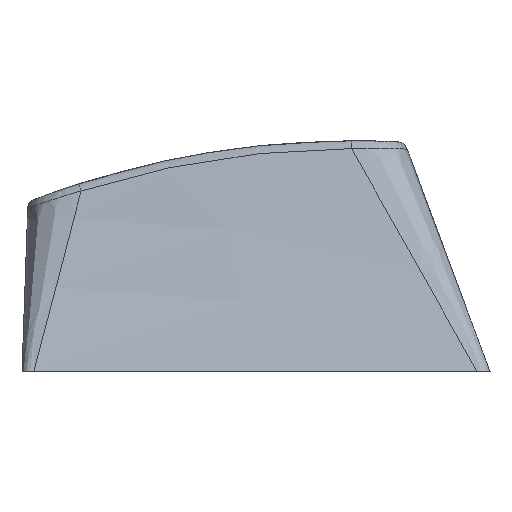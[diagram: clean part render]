
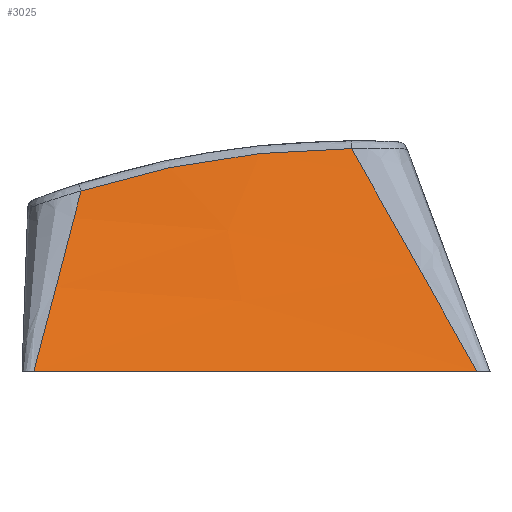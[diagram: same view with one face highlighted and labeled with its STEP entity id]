
A CAD part, left-side view. The second image highlights one B-rep face of the part: STEP entity #3025.
In plain terms, the highlighted free-form (B-spline) face has degree [3, 2] with [4, 3] control points.
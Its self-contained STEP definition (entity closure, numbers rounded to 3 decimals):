
#15=(
BOUNDED_SURFACE()
B_SPLINE_SURFACE(3,2,((#6845,#6846,#6847),(#6848,#6849,#6850),(#6851,#6852,
#6853),(#6854,#6855,#6856)),.UNSPECIFIED.,.F.,.F.,.F.)
B_SPLINE_SURFACE_WITH_KNOTS((4,4),(3,3),(0.,9.938),(-18.1,0.),
 .UNSPECIFIED.)
GEOMETRIC_REPRESENTATION_ITEM()
RATIONAL_B_SPLINE_SURFACE(((1.,0.977,1.),(1.,0.985,1.),(1.,
0.992,1.),(1.,1.,1.)))
REPRESENTATION_ITEM('')
SURFACE()
);
#286=FACE_OUTER_BOUND('',#446,.T.);
#446=EDGE_LOOP('',(#2785,#2786,#2787,#2788,#2789,#2790,#2791,#2792));
#721=LINE('',#6866,#992);
#992=VECTOR('',#3815,10.);
#1151=B_SPLINE_CURVE_WITH_KNOTS('',3,(#6627,#6628,#6629,#6630,#6631,#6632,
#6633,#6634,#6635,#6636,#6637,#6638,#6639,#6640,#6641,#6642,#6643,#6644,
#6645,#6646,#6647,#6648,#6649,#6650,#6651),.UNSPECIFIED.,.F.,.F.,(4,3,3,
3,3,3,3,3,4),(-0.184,1.101,2.353,3.654,
4.955,6.396,7.848,9.319,10.402),
 .UNSPECIFIED.);
#1160=B_SPLINE_CURVE_WITH_KNOTS('',3,(#6816,#6817,#6818,#6819),
 .UNSPECIFIED.,.F.,.F.,(4,4),(5.289,10.007),
 .UNSPECIFIED.);
#1162=B_SPLINE_CURVE_WITH_KNOTS('',3,(#6835,#6836,#6837,#6838),
 .UNSPECIFIED.,.F.,.F.,(4,4),(-0.442,0.645),
 .UNSPECIFIED.);
#1163=B_SPLINE_CURVE_WITH_KNOTS('',3,(#6839,#6840,#6841,#6842),
 .UNSPECIFIED.,.F.,.F.,(4,4),(0.645,5.289),
 .UNSPECIFIED.);
#1164=B_SPLINE_CURVE_WITH_KNOTS('',3,(#6859,#6860,#6861,#6862,#6863,#6864,
#6865),.UNSPECIFIED.,.F.,.F.,(4,3,4),(0.019,0.24,3.789),
 .UNSPECIFIED.);
#1165=B_SPLINE_CURVE_WITH_KNOTS('',3,(#6868,#6869,#6870,#6871),
 .UNSPECIFIED.,.F.,.F.,(4,4),(6.886,8.103),
 .UNSPECIFIED.);
#1166=B_SPLINE_CURVE_WITH_KNOTS('',3,(#6872,#6873,#6874,#6875),
 .UNSPECIFIED.,.F.,.F.,(4,4),(3.789,6.886),
 .UNSPECIFIED.);
#1442=VERTEX_POINT('',#5696);
#1455=VERTEX_POINT('',#6368);
#1464=VERTEX_POINT('',#6814);
#1465=VERTEX_POINT('',#6815);
#1466=VERTEX_POINT('',#6834);
#1467=VERTEX_POINT('',#6857);
#1468=VERTEX_POINT('',#6858);
#1469=VERTEX_POINT('',#6867);
#1898=EDGE_CURVE('',#1455,#1442,#1151,.F.);
#1909=EDGE_CURVE('',#1464,#1465,#1160,.F.);
#1911=EDGE_CURVE('',#1466,#1455,#1162,.F.);
#1912=EDGE_CURVE('',#1465,#1466,#1163,.F.);
#1914=EDGE_CURVE('',#1467,#1468,#1164,.F.);
#1915=EDGE_CURVE('',#1464,#1468,#721,.F.);
#1916=EDGE_CURVE('',#1442,#1469,#1165,.F.);
#1917=EDGE_CURVE('',#1469,#1467,#1166,.F.);
#2785=ORIENTED_EDGE('',*,*,#1914,.T.);
#2786=ORIENTED_EDGE('',*,*,#1915,.F.);
#2787=ORIENTED_EDGE('',*,*,#1909,.T.);
#2788=ORIENTED_EDGE('',*,*,#1912,.T.);
#2789=ORIENTED_EDGE('',*,*,#1911,.T.);
#2790=ORIENTED_EDGE('',*,*,#1898,.T.);
#2791=ORIENTED_EDGE('',*,*,#1916,.T.);
#2792=ORIENTED_EDGE('',*,*,#1917,.T.);
#3025=ADVANCED_FACE('',(#286),#15,.T.);
#3815=DIRECTION('',(0.,-1.,0.));
#5696=CARTESIAN_POINT('',(-25.199,6.766,6.976));
#6368=CARTESIAN_POINT('',(-25.179,-3.696,8.612));
#6627=CARTESIAN_POINT('Ctrl Pts',(-25.199,6.766,6.976));
#6628=CARTESIAN_POINT('Ctrl Pts',(-25.197,6.356,7.106));
#6629=CARTESIAN_POINT('Ctrl Pts',(-25.195,5.943,7.229));
#6630=CARTESIAN_POINT('Ctrl Pts',(-25.193,5.529,7.344));
#6631=CARTESIAN_POINT('Ctrl Pts',(-25.191,5.125,7.456));
#6632=CARTESIAN_POINT('Ctrl Pts',(-25.19,4.719,7.561));
#6633=CARTESIAN_POINT('Ctrl Pts',(-25.188,4.312,7.658));
#6634=CARTESIAN_POINT('Ctrl Pts',(-25.187,3.888,7.759));
#6635=CARTESIAN_POINT('Ctrl Pts',(-25.185,3.462,7.853));
#6636=CARTESIAN_POINT('Ctrl Pts',(-25.184,3.035,7.938));
#6637=CARTESIAN_POINT('Ctrl Pts',(-25.183,2.608,8.024));
#6638=CARTESIAN_POINT('Ctrl Pts',(-25.182,2.179,8.101));
#6639=CARTESIAN_POINT('Ctrl Pts',(-25.181,1.749,8.17));
#6640=CARTESIAN_POINT('Ctrl Pts',(-25.181,1.273,8.247));
#6641=CARTESIAN_POINT('Ctrl Pts',(-25.18,0.795,8.314));
#6642=CARTESIAN_POINT('Ctrl Pts',(-25.179,0.316,8.371));
#6643=CARTESIAN_POINT('Ctrl Pts',(-25.179,-0.166,8.428));
#6644=CARTESIAN_POINT('Ctrl Pts',(-25.179,-0.649,
8.475));
#6645=CARTESIAN_POINT('Ctrl Pts',(-25.178,-1.134,8.512));
#6646=CARTESIAN_POINT('Ctrl Pts',(-25.178,-1.624,8.549));
#6647=CARTESIAN_POINT('Ctrl Pts',(-25.178,-2.116,8.576));
#6648=CARTESIAN_POINT('Ctrl Pts',(-25.178,-2.608,8.593));
#6649=CARTESIAN_POINT('Ctrl Pts',(-25.178,-2.971,8.605));
#6650=CARTESIAN_POINT('Ctrl Pts',(-25.178,-3.333,8.611));
#6651=CARTESIAN_POINT('Ctrl Pts',(-25.179,-3.696,8.612));
#6814=CARTESIAN_POINT('',(-28.1,-8.546,0.));
#6815=CARTESIAN_POINT('',(-26.78,-6.358,3.886));
#6816=CARTESIAN_POINT('Ctrl Pts',(-26.78,-6.358,3.886));
#6817=CARTESIAN_POINT('Ctrl Pts',(-27.219,-7.087,2.59));
#6818=CARTESIAN_POINT('Ctrl Pts',(-27.659,-7.816,1.295));
#6819=CARTESIAN_POINT('Ctrl Pts',(-28.1,-8.546,0.));
#6834=CARTESIAN_POINT('',(-25.483,-4.201,7.715));
#6835=CARTESIAN_POINT('Ctrl Pts',(-25.179,-3.696,8.612));
#6836=CARTESIAN_POINT('Ctrl Pts',(-25.28,-3.864,8.313));
#6837=CARTESIAN_POINT('Ctrl Pts',(-25.382,-4.033,8.014));
#6838=CARTESIAN_POINT('Ctrl Pts',(-25.483,-4.201,7.715));
#6839=CARTESIAN_POINT('Ctrl Pts',(-25.483,-4.201,7.715));
#6840=CARTESIAN_POINT('Ctrl Pts',(-25.916,-4.921,6.438));
#6841=CARTESIAN_POINT('Ctrl Pts',(-26.348,-5.64,5.162));
#6842=CARTESIAN_POINT('Ctrl Pts',(-26.78,-6.358,3.886));
#6845=CARTESIAN_POINT('Ctrl Pts',(-25.075,8.821,6.551));
#6846=CARTESIAN_POINT('Ctrl Pts',(-25.075,1.792,9.295));
#6847=CARTESIAN_POINT('Ctrl Pts',(-25.075,-5.741,8.861));
#6848=CARTESIAN_POINT('Ctrl Pts',(-26.083,8.897,4.368));
#6849=CARTESIAN_POINT('Ctrl Pts',(-26.099,1.185,6.148));
#6850=CARTESIAN_POINT('Ctrl Pts',(-26.083,-6.844,5.907));
#6851=CARTESIAN_POINT('Ctrl Pts',(-27.092,8.974,2.184));
#6852=CARTESIAN_POINT('Ctrl Pts',(-27.107,0.588,3.05));
#6853=CARTESIAN_POINT('Ctrl Pts',(-27.092,-7.947,2.954));
#6854=CARTESIAN_POINT('Ctrl Pts',(-28.1,9.05,0.));
#6855=CARTESIAN_POINT('Ctrl Pts',(-28.1,0.,
0.));
#6856=CARTESIAN_POINT('Ctrl Pts',(-28.1,-9.05,0.));
#6857=CARTESIAN_POINT('',(-26.681,7.737,3.254));
#6858=CARTESIAN_POINT('',(-28.1,8.596,0.));
#6859=CARTESIAN_POINT('Ctrl Pts',(-28.1,8.596,0.));
#6860=CARTESIAN_POINT('Ctrl Pts',(-28.071,8.579,0.064));
#6861=CARTESIAN_POINT('Ctrl Pts',(-28.042,8.562,0.127));
#6862=CARTESIAN_POINT('Ctrl Pts',(-28.014,8.545,0.191));
#6863=CARTESIAN_POINT('Ctrl Pts',(-27.553,8.274,1.212));
#6864=CARTESIAN_POINT('Ctrl Pts',(-27.109,8.005,2.234));
#6865=CARTESIAN_POINT('Ctrl Pts',(-26.681,7.737,3.254));
#6866=CARTESIAN_POINT('',(-28.1,8.596,0.));
#6867=CARTESIAN_POINT('',(-25.601,7.038,5.926));
#6868=CARTESIAN_POINT('Ctrl Pts',(-25.601,7.038,5.926));
#6869=CARTESIAN_POINT('Ctrl Pts',(-25.465,6.947,6.276));
#6870=CARTESIAN_POINT('Ctrl Pts',(-25.331,6.857,6.626));
#6871=CARTESIAN_POINT('Ctrl Pts',(-25.199,6.766,6.976));
#6872=CARTESIAN_POINT('Ctrl Pts',(-26.681,7.737,3.254));
#6873=CARTESIAN_POINT('Ctrl Pts',(-26.308,7.503,4.145));
#6874=CARTESIAN_POINT('Ctrl Pts',(-25.948,7.27,5.036));
#6875=CARTESIAN_POINT('Ctrl Pts',(-25.601,7.038,5.926));
